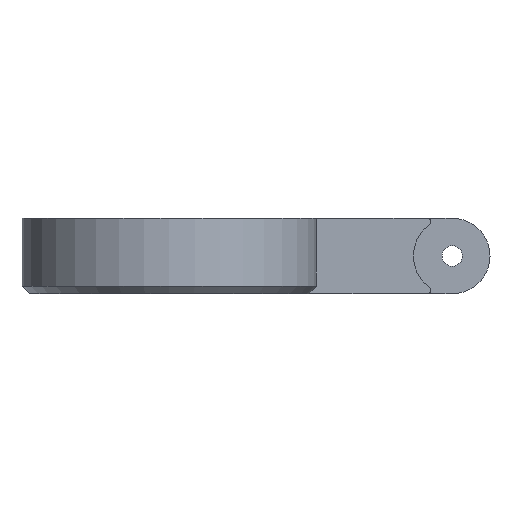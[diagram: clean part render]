
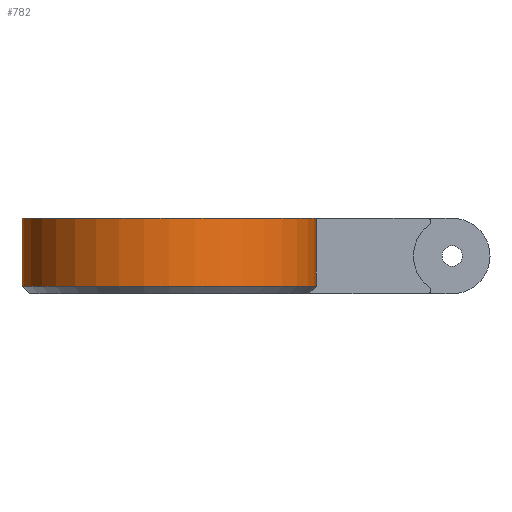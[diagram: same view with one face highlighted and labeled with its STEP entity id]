
A CAD part, left-side view. The second image highlights one B-rep face of the part: STEP entity #782.
In plain terms, the highlighted cylindrical face has radius 19.5 mm (diameter 39 mm), a partial arc.
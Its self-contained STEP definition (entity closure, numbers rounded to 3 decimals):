
#60 = VERTEX_POINT('',#61);
#61 = CARTESIAN_POINT('',(-30.7,19.5,0.));
#67 = EDGE_CURVE('',#60,#68,#70,.T.);
#68 = VERTEX_POINT('',#69);
#69 = CARTESIAN_POINT('',(-30.7,-19.5,0.));
#70 = CIRCLE('',#71,19.5);
#71 = AXIS2_PLACEMENT_3D('',#72,#73,#74);
#72 = CARTESIAN_POINT('',(-30.7,0.,0.));
#73 = DIRECTION('',(0.,0.,1.));
#74 = DIRECTION('',(1.,0.,0.));
#720 = EDGE_CURVE('',#60,#721,#723,.T.);
#721 = VERTEX_POINT('',#722);
#722 = CARTESIAN_POINT('',(-30.7,19.5,-9.));
#723 = LINE('',#724,#725);
#724 = CARTESIAN_POINT('',(-30.7,19.5,0.));
#725 = VECTOR('',#726,1.);
#726 = DIRECTION('',(-0.,-0.,-1.));
#782 = ADVANCED_FACE('',(#783),#802,.T.);
#783 = FACE_BOUND('',#784,.T.);
#784 = EDGE_LOOP('',(#785,#786,#795,#801));
#785 = ORIENTED_EDGE('',*,*,#720,.T.);
#786 = ORIENTED_EDGE('',*,*,#787,.T.);
#787 = EDGE_CURVE('',#721,#788,#790,.T.);
#788 = VERTEX_POINT('',#789);
#789 = CARTESIAN_POINT('',(-30.7,-19.5,-9.));
#790 = CIRCLE('',#791,19.5);
#791 = AXIS2_PLACEMENT_3D('',#792,#793,#794);
#792 = CARTESIAN_POINT('',(-30.7,0.,-9.));
#793 = DIRECTION('',(0.,-0.,1.));
#794 = DIRECTION('',(0.,1.,0.));
#795 = ORIENTED_EDGE('',*,*,#796,.F.);
#796 = EDGE_CURVE('',#68,#788,#797,.T.);
#797 = LINE('',#798,#799);
#798 = CARTESIAN_POINT('',(-30.7,-19.5,0.));
#799 = VECTOR('',#800,1.);
#800 = DIRECTION('',(-0.,-0.,-1.));
#801 = ORIENTED_EDGE('',*,*,#67,.F.);
#802 = CYLINDRICAL_SURFACE('',#803,19.5);
#803 = AXIS2_PLACEMENT_3D('',#804,#805,#806);
#804 = CARTESIAN_POINT('',(-30.7,0.,0.));
#805 = DIRECTION('',(0.,0.,1.));
#806 = DIRECTION('',(1.,0.,0.));
